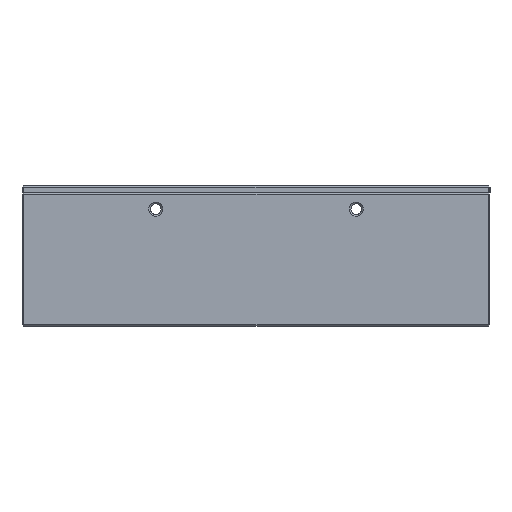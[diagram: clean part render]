
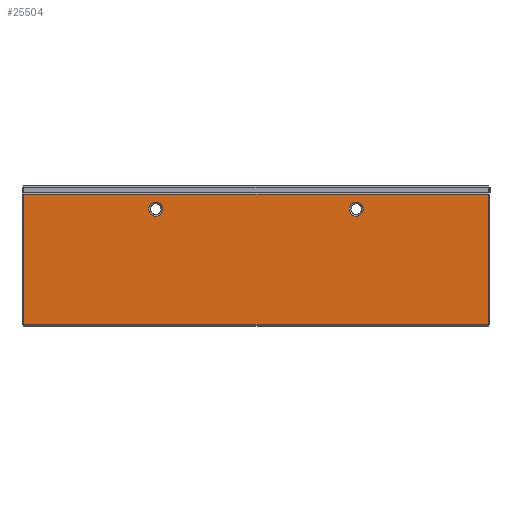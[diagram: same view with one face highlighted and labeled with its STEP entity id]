
A CAD part, left-side view. The second image highlights one B-rep face of the part: STEP entity #25504.
In plain terms, the highlighted planar face has unit normal (-1, 0, 0).
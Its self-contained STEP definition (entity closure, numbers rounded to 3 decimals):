
#2413=FACE_BOUND('',#5060,.T.);
#2414=FACE_BOUND('',#5061,.T.);
#2544=CIRCLE('',#26494,2.1);
#2545=CIRCLE('',#26496,2.1);
#3551=FACE_OUTER_BOUND('',#5059,.T.);
#5059=EDGE_LOOP('',(#21286,#21287,#21288,#21289));
#5060=EDGE_LOOP('',(#21290));
#5061=EDGE_LOOP('',(#21291));
#6998=LINE('',#44807,#9198);
#6999=LINE('',#44809,#9199);
#7000=LINE('',#44811,#9200);
#7001=LINE('',#44812,#9201);
#9198=VECTOR('',#29157,10.);
#9199=VECTOR('',#29158,10.);
#9200=VECTOR('',#29159,10.);
#9201=VECTOR('',#29160,10.);
#11691=VERTEX_POINT('',#44801);
#11692=VERTEX_POINT('',#44805);
#11693=VERTEX_POINT('',#44806);
#11694=VERTEX_POINT('',#44808);
#11695=VERTEX_POINT('',#44810);
#11696=VERTEX_POINT('',#44813);
#15017=EDGE_CURVE('',#11691,#11691,#2544,.T.);
#15019=EDGE_CURVE('',#11692,#11693,#6998,.T.);
#15020=EDGE_CURVE('',#11694,#11692,#6999,.T.);
#15021=EDGE_CURVE('',#11695,#11694,#7000,.T.);
#15022=EDGE_CURVE('',#11693,#11695,#7001,.T.);
#15023=EDGE_CURVE('',#11696,#11696,#2545,.T.);
#21286=ORIENTED_EDGE('',*,*,#15019,.F.);
#21287=ORIENTED_EDGE('',*,*,#15020,.F.);
#21288=ORIENTED_EDGE('',*,*,#15021,.F.);
#21289=ORIENTED_EDGE('',*,*,#15022,.F.);
#21290=ORIENTED_EDGE('',*,*,#15023,.F.);
#21291=ORIENTED_EDGE('',*,*,#15017,.F.);
#24356=PLANE('',#26495);
#25504=ADVANCED_FACE('',(#3551,#2413,#2414),#24356,.T.);
#26494=AXIS2_PLACEMENT_3D('',#44802,#29152,#29153);
#26495=AXIS2_PLACEMENT_3D('',#44804,#29155,#29156);
#26496=AXIS2_PLACEMENT_3D('',#44814,#29161,#29162);
#29152=DIRECTION('center_axis',(-1.,0.,0.));
#29153=DIRECTION('ref_axis',(0.,-1.,0.));
#29155=DIRECTION('center_axis',(-1.,0.,0.));
#29156=DIRECTION('ref_axis',(0.,1.,0.));
#29157=DIRECTION('',(0.,-1.,0.));
#29158=DIRECTION('',(0.,0.,1.));
#29159=DIRECTION('',(0.,1.,0.));
#29160=DIRECTION('',(0.,0.,-1.));
#29161=DIRECTION('center_axis',(-1.,0.,0.));
#29162=DIRECTION('ref_axis',(0.,-1.,0.));
#44801=CARTESIAN_POINT('',(-70.,-27.9,-7.));
#44802=CARTESIAN_POINT('Origin',(-70.,-30.,-7.));
#44804=CARTESIAN_POINT('Origin',(-70.,-70.,-2.));
#44805=CARTESIAN_POINT('',(-70.,69.5,-2.5));
#44806=CARTESIAN_POINT('',(-70.,-69.5,-2.5));
#44807=CARTESIAN_POINT('',(-70.,-35.,-2.5));
#44808=CARTESIAN_POINT('',(-70.,69.5,-41.5));
#44809=CARTESIAN_POINT('',(-70.,69.5,-2.));
#44810=CARTESIAN_POINT('',(-70.,-69.5,-41.5));
#44811=CARTESIAN_POINT('',(-70.,-35.,-41.5));
#44812=CARTESIAN_POINT('',(-70.,-69.5,-2.));
#44813=CARTESIAN_POINT('',(-70.,32.1,-7.));
#44814=CARTESIAN_POINT('Origin',(-70.,30.,-7.));
